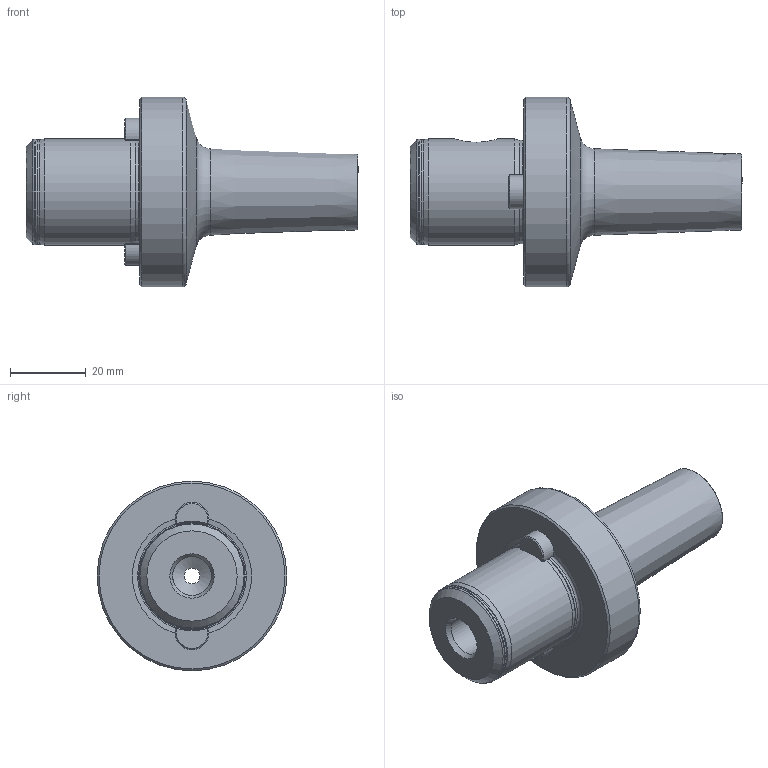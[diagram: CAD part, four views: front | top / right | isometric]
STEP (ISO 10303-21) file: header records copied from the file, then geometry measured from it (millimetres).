
FILE_DESCRIPTION (( 'STEP AP214' ), '1' );
FILE_NAME ('ST5.ST1.K01.057.STEP', '2021-02-18T07:22:18', ( '' ), ( '' ), 'SwSTEP 2.0', 'SolidWorks 2017', '' );
FILE_SCHEMA (( 'AUTOMOTIVE_DESIGN' ));
Length unit declared in the file: millimetre
Products named in the file (4): ST5-ST1.K01.057_B; ST5.ST1.K01.057; ST1-ER1.001.005_A; ST5-ER2.001.010_A
Assembly tree (4 placements, depth 2):
  ST5.ST1.K01.057
    ST5-ST1.K01.057_B
    ST1-ER1.001.005_A
    ST5-ER2.001.010_A  x2
Bounding box: 87.5 x 50 x 50 mm (x, y, z)
Volume: 55892.1 mm3; surface area: 14008.2 mm2
Topology: 4 solids, 4 shells, 107 faces, 243 edges, 145 vertices
Faces by surface type: cone 34, plane 32, cylinder 26, torus 13, bspline 2
Full cylindrical faces by diameter (mm): 2 x1, 3.5 x1, 4 x5, 4.2 x1, 6.8 x1, 10.2 x1, 11 x1, 12 x1, 27.3 x1, 27.8 x1, 28 x1, 50 x1
Entity records: 2945 total; most frequent: CARTESIAN_POINT 959, DIRECTION 398, ORIENTED_EDGE 298, AXIS2_PLACEMENT_3D 177, EDGE_LOOP 150, EDGE_CURVE 149, FACE_OUTER_BOUND 118, VERTEX_POINT 113
